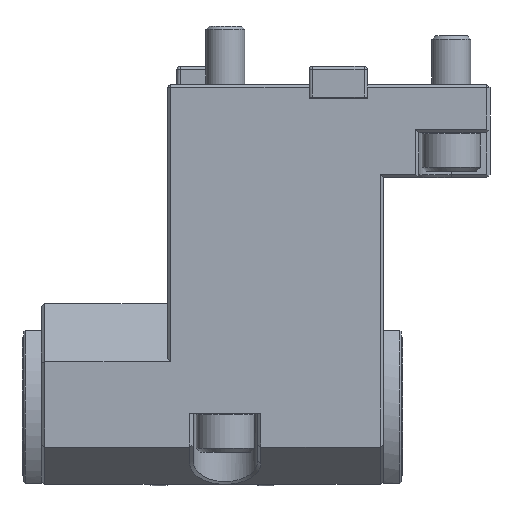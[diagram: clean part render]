
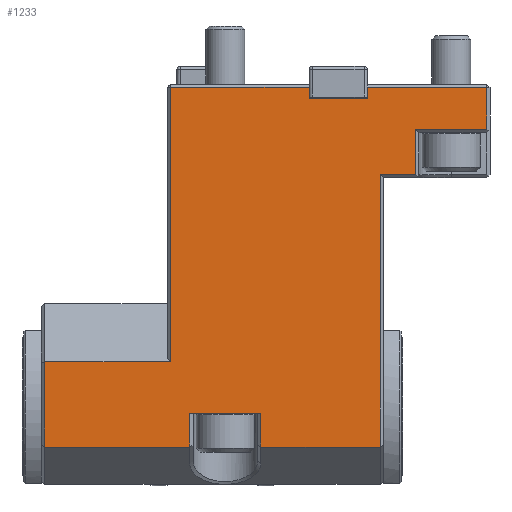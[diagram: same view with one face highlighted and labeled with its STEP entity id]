
A CAD part, front view. The second image highlights one B-rep face of the part: STEP entity #1233.
In plain terms, the highlighted planar face has unit normal (0, -1, 0).
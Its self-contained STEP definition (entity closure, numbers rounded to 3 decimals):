
#168=LINE('',#6688,#551);
#196=LINE('',#6829,#579);
#207=LINE('',#6864,#590);
#208=LINE('',#6866,#591);
#215=LINE('',#6879,#598);
#250=LINE('',#7046,#633);
#252=LINE('',#7049,#635);
#304=LINE('',#7161,#687);
#310=LINE('',#7174,#693);
#318=LINE('',#7188,#701);
#325=LINE('',#7204,#708);
#331=LINE('',#7215,#714);
#332=LINE('',#7217,#715);
#333=LINE('',#7219,#716);
#334=LINE('',#7221,#717);
#335=LINE('',#7222,#718);
#336=LINE('',#7223,#719);
#337=LINE('',#7225,#720);
#551=VECTOR('',#4986,1.);
#579=VECTOR('',#5032,1.);
#590=VECTOR('',#5051,1.);
#591=VECTOR('',#5054,1.);
#598=VECTOR('',#5065,1.);
#633=VECTOR('',#5134,1.);
#635=VECTOR('',#5138,1.);
#687=VECTOR('',#5240,1.);
#693=VECTOR('',#5250,1.);
#701=VECTOR('',#5262,1.);
#708=VECTOR('',#5275,1.);
#714=VECTOR('',#5285,1.);
#715=VECTOR('',#5288,1.);
#716=VECTOR('',#5289,1.);
#717=VECTOR('',#5290,1.);
#718=VECTOR('',#5291,1.);
#719=VECTOR('',#5292,1.);
#720=VECTOR('',#5293,1.);
#1233=ADVANCED_FACE('',(#1659),#1493,.T.);
#1493=PLANE('',#4547);
#1659=FACE_OUTER_BOUND('',#1891,.T.);
#1891=EDGE_LOOP('',(#2597,#2598,#2599,#2600,#2601,#2602,#2603,#2604,#2605,
#2606,#2607,#2608,#2609,#2610,#2611,#2612,#2613,#2614));
#2597=ORIENTED_EDGE('',*,*,#3966,.T.);
#2598=ORIENTED_EDGE('',*,*,#3967,.T.);
#2599=ORIENTED_EDGE('',*,*,#3968,.T.);
#2600=ORIENTED_EDGE('',*,*,#3943,.T.);
#2601=ORIENTED_EDGE('',*,*,#3959,.F.);
#2602=ORIENTED_EDGE('',*,*,#3969,.F.);
#2603=ORIENTED_EDGE('',*,*,#3951,.T.);
#2604=ORIENTED_EDGE('',*,*,#3937,.T.);
#2605=ORIENTED_EDGE('',*,*,#3878,.T.);
#2606=ORIENTED_EDGE('',*,*,#3880,.F.);
#2607=ORIENTED_EDGE('',*,*,#3814,.T.);
#2608=ORIENTED_EDGE('',*,*,#3827,.T.);
#2609=ORIENTED_EDGE('',*,*,#3965,.T.);
#2610=ORIENTED_EDGE('',*,*,#3970,.T.);
#2611=ORIENTED_EDGE('',*,*,#3971,.T.);
#2612=ORIENTED_EDGE('',*,*,#3828,.T.);
#2613=ORIENTED_EDGE('',*,*,#3835,.T.);
#2614=ORIENTED_EDGE('',*,*,#3781,.T.);
#3386=VERTEX_POINT('',#6670);
#3388=VERTEX_POINT('',#6676);
#3391=VERTEX_POINT('',#6687);
#3392=VERTEX_POINT('',#6689);
#3396=VERTEX_POINT('',#6701);
#3413=VERTEX_POINT('',#6823);
#3415=VERTEX_POINT('',#6828);
#3422=VERTEX_POINT('',#6867);
#3447=VERTEX_POINT('',#7033);
#3449=VERTEX_POINT('',#7044);
#3486=VERTEX_POINT('',#7162);
#3489=VERTEX_POINT('',#7172);
#3495=VERTEX_POINT('',#7189);
#3500=VERTEX_POINT('',#7203);
#3503=VERTEX_POINT('',#7214);
#3504=VERTEX_POINT('',#7218);
#3505=VERTEX_POINT('',#7220);
#3506=VERTEX_POINT('',#7224);
#3781=EDGE_CURVE('',#3392,#3391,#168,.T.);
#3814=EDGE_CURVE('',#3413,#3415,#196,.T.);
#3827=EDGE_CURVE('',#3415,#3388,#207,.T.);
#3828=EDGE_CURVE('',#3396,#3422,#208,.T.);
#3835=EDGE_CURVE('',#3422,#3392,#215,.T.);
#3878=EDGE_CURVE('',#3447,#3449,#250,.T.);
#3880=EDGE_CURVE('',#3413,#3449,#252,.T.);
#3937=EDGE_CURVE('',#3486,#3447,#304,.T.);
#3943=EDGE_CURVE('',#3386,#3489,#310,.T.);
#3951=EDGE_CURVE('',#3495,#3486,#318,.T.);
#3959=EDGE_CURVE('',#3500,#3489,#325,.T.);
#3965=EDGE_CURVE('',#3388,#3503,#331,.T.);
#3966=EDGE_CURVE('',#3391,#3504,#332,.T.);
#3967=EDGE_CURVE('',#3504,#3505,#333,.T.);
#3968=EDGE_CURVE('',#3505,#3386,#334,.T.);
#3969=EDGE_CURVE('',#3495,#3500,#335,.T.);
#3970=EDGE_CURVE('',#3503,#3506,#336,.T.);
#3971=EDGE_CURVE('',#3506,#3396,#337,.T.);
#4547=AXIS2_PLACEMENT_3D('',#7226,#5294,#5295);
#4986=DIRECTION('',(1.,0.,0.));
#5032=DIRECTION('',(0.,0.,-1.));
#5051=DIRECTION('',(1.,0.,0.));
#5054=DIRECTION('',(1.,0.,0.));
#5065=DIRECTION('',(0.,0.,1.));
#5134=DIRECTION('',(0.,0.,-1.));
#5138=DIRECTION('',(1.,0.,0.));
#5240=DIRECTION('',(-1.,0.,0.));
#5250=DIRECTION('',(-1.,0.,0.));
#5262=DIRECTION('',(0.,0.,1.));
#5275=DIRECTION('',(0.,0.,1.));
#5285=DIRECTION('',(0.,0.,1.));
#5288=DIRECTION('',(0.,0.,1.));
#5289=DIRECTION('',(1.,0.,0.));
#5290=DIRECTION('',(0.,0.,1.));
#5291=DIRECTION('',(1.,0.,0.));
#5292=DIRECTION('',(1.,0.,0.));
#5293=DIRECTION('',(0.,0.,-1.));
#5294=DIRECTION('',(0.,-1.,0.));
#5295=DIRECTION('',(-1.,0.,0.));
#6670=CARTESIAN_POINT('',(46.,-46.,-1.));
#6676=CARTESIAN_POINT('',(-46.,-46.,-112.453));
#6687=CARTESIAN_POINT('',(24.,-46.,-28.));
#6688=CARTESIAN_POINT('',(47.,-46.,-28.));
#6689=CARTESIAN_POINT('',(13.,-46.,-28.));
#6701=CARTESIAN_POINT('',(-24.,-46.,-112.453));
#6823=CARTESIAN_POINT('',(-91.,-46.,-86.));
#6828=CARTESIAN_POINT('',(-91.,-46.,-112.453));
#6829=CARTESIAN_POINT('',(-91.,-46.,-112.453));
#6864=CARTESIAN_POINT('',(-207.752,-46.,-112.453));
#6866=CARTESIAN_POINT('',(-207.752,-46.,-112.453));
#6867=CARTESIAN_POINT('',(13.,-46.,-112.453));
#6879=CARTESIAN_POINT('',(13.,-46.,-29.));
#7033=CARTESIAN_POINT('',(-52.,-46.,-1.));
#7044=CARTESIAN_POINT('',(-52.,-46.,-86.));
#7046=CARTESIAN_POINT('',(-52.,-46.,-86.));
#7049=CARTESIAN_POINT('',(-260.752,-46.,-86.));
#7161=CARTESIAN_POINT('',(-53.,-46.,-1.));
#7162=CARTESIAN_POINT('',(-9.,-46.,-1.));
#7172=CARTESIAN_POINT('',(9.,-46.,-1.));
#7174=CARTESIAN_POINT('',(9.5,-46.,-1.));
#7188=CARTESIAN_POINT('',(-9.,-46.,-4.5));
#7189=CARTESIAN_POINT('',(-9.,-46.,-4.5));
#7203=CARTESIAN_POINT('',(9.,-46.,-4.5));
#7204=CARTESIAN_POINT('',(9.,-46.,-4.5));
#7214=CARTESIAN_POINT('',(-46.,-46.,-102.));
#7215=CARTESIAN_POINT('',(-46.,-46.,-29.));
#7217=CARTESIAN_POINT('',(24.,-46.,-29.));
#7218=CARTESIAN_POINT('',(24.,-46.,-14.));
#7219=CARTESIAN_POINT('',(46.,-46.,-14.));
#7220=CARTESIAN_POINT('',(46.,-46.,-14.));
#7221=CARTESIAN_POINT('',(46.,-46.,0.));
#7222=CARTESIAN_POINT('',(9.,-46.,-4.5));
#7223=CARTESIAN_POINT('',(-45.,-46.,-102.));
#7224=CARTESIAN_POINT('',(-24.,-46.,-102.));
#7225=CARTESIAN_POINT('',(-24.,-46.,-29.));
#7226=CARTESIAN_POINT('',(-92.,-46.,-29.));
